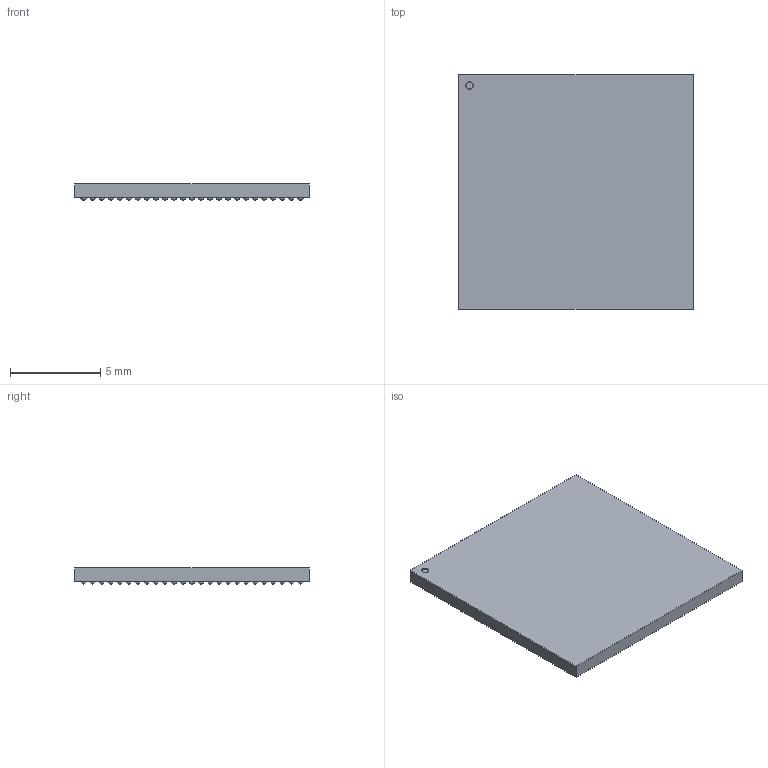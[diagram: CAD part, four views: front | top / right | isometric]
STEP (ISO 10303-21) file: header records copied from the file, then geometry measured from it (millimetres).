
FILE_DESCRIPTION(/* description */ ('STEP AP242','CAx-IF Rec.Pracs.---Representation and Presentation of Product Manufacturing Information (PMI)---4.0---2014-10-13','CAx-IF Rec.Pracs.---3D Tessellated Geometry---0.4---2014-09-14','2;1'),/* implementation_level */ '2;1');
FILE_NAME(/* name */ '6460630816e3e735f0c71709',/* time_stamp */ '2023-05-14T04:26:49Z',/* author */ (''),/* organization */ (''),/* preprocessor_version */ 'ST-DEVELOPER v19.4',/* originating_system */ ' ',/* authorisation */ ' ');
FILE_SCHEMA (('AP242_MANAGED_MODEL_BASED_3D_ENGINEERING_MIM_LF { 1 0 10303 442 1 1 4 }'));
Length unit declared in the file: metre
Products named in the file (1): Package
Bounding box: 13 x 13 x 0.89 mm (x, y, z)
Volume: 130.6 mm3; surface area: 404.9 mm2
Topology: 1 solids, 1 shells, 1287 faces, 2574 edges, 1716 vertices
Faces by surface type: plane 436, cylinder 426, torus 425
Full cylindrical faces by diameter (mm): 0.3 x425, 0.4 x1
Entity records: 34796 total; most frequent: DIRECTION 5151, CARTESIAN_POINT 3877, ORIENTED_EDGE 2596, EDGE_LOOP 2565, FACE_BOUND 2565, AXIS2_PLACEMENT_3D 2565, EDGE_CURVE 1298, VERTEX_POINT 1291
